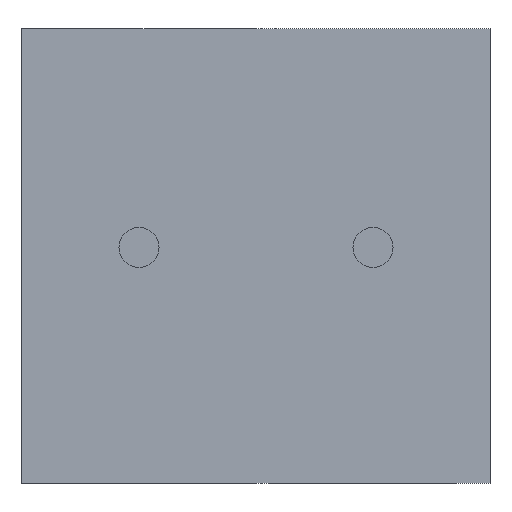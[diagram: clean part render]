
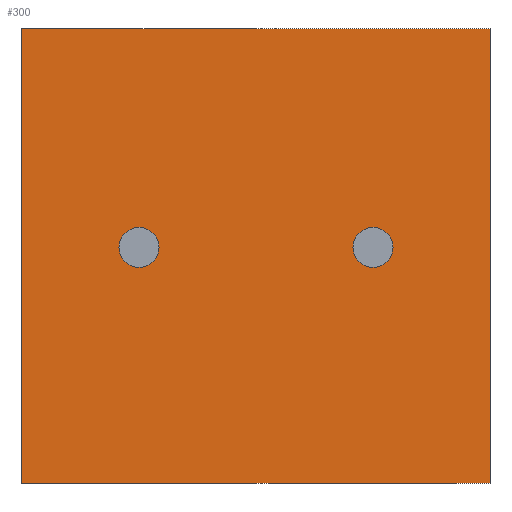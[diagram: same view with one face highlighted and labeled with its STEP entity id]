
A CAD part, front view. The second image highlights one B-rep face of the part: STEP entity #300.
In plain terms, the highlighted planar face has unit normal (0, -1, 0).
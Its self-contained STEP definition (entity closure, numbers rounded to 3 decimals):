
#5 = EDGE_LOOP ( 'NONE', ( #804, #275 ) ) ;
#10 = CARTESIAN_POINT ( 'NONE',  ( 1.75, 3.006, -0.381 ) ) ;
#16 = CARTESIAN_POINT ( 'NONE',  ( 7., 3.006, -3.61 ) ) ;
#17 = EDGE_CURVE ( 'NONE', #977, #341, #195, .T. ) ;
#36 = LINE ( 'NONE', #102, #296 ) ;
#38 = DIRECTION ( 'NONE',  ( -1., 0., 0. ) ) ;
#45 = CARTESIAN_POINT ( 'NONE',  ( 5.25, 3.006, 0.219 ) ) ;
#52 = ORIENTED_EDGE ( 'NONE', *, *, #17, .T. ) ;
#102 = CARTESIAN_POINT ( 'NONE',  ( 7., 3.006, 3.19 ) ) ;
#119 = EDGE_CURVE ( 'NONE', #159, #352, #676, .T. ) ;
#131 = DIRECTION ( 'NONE',  ( 0., 0., 1. ) ) ;
#159 = VERTEX_POINT ( 'NONE', #16 ) ;
#195 = CIRCLE ( 'NONE', #490, 0.3 ) ;
#202 = DIRECTION ( 'NONE',  ( 0., 0., 1. ) ) ;
#211 = CARTESIAN_POINT ( 'NONE',  ( 5.25, 3.006, -0.081 ) ) ;
#241 = CARTESIAN_POINT ( 'NONE',  ( 5.25, 3.006, -0.081 ) ) ;
#242 = CARTESIAN_POINT ( 'NONE',  ( 7., 3.006, 3.19 ) ) ;
#248 = FACE_BOUND ( 'NONE', #474, .T. ) ;
#259 = CIRCLE ( 'NONE', #957, 0.3 ) ;
#265 = ORIENTED_EDGE ( 'NONE', *, *, #725, .T. ) ;
#270 = AXIS2_PLACEMENT_3D ( 'NONE', #241, #690, #287 ) ;
#273 = CARTESIAN_POINT ( 'NONE',  ( 1.75, 3.006, -0.081 ) ) ;
#274 = CARTESIAN_POINT ( 'NONE',  ( 0., 3.006, 3.19 ) ) ;
#275 = ORIENTED_EDGE ( 'NONE', *, *, #949, .T. ) ;
#276 = CARTESIAN_POINT ( 'NONE',  ( 7., 3.006, 3.19 ) ) ;
#279 = ORIENTED_EDGE ( 'NONE', *, *, #119, .F. ) ;
#281 = VECTOR ( 'NONE', #702, 1000. ) ;
#287 = DIRECTION ( 'NONE',  ( 0., 0., 1. ) ) ;
#292 = VECTOR ( 'NONE', #809, 1000. ) ;
#296 = VECTOR ( 'NONE', #486, 1000. ) ;
#300 = ADVANCED_FACE ( 'NONE', ( #248, #693, #706 ), #958, .F. ) ;
#310 = VERTEX_POINT ( 'NONE', #651 ) ;
#341 = VERTEX_POINT ( 'NONE', #45 ) ;
#352 = VERTEX_POINT ( 'NONE', #950 ) ;
#369 = DIRECTION ( 'NONE',  ( 0., 1., 0. ) ) ;
#436 = EDGE_LOOP ( 'NONE', ( #265, #279, #528, #935 ) ) ;
#471 = LINE ( 'NONE', #274, #292 ) ;
#474 = EDGE_LOOP ( 'NONE', ( #589, #52 ) ) ;
#486 = DIRECTION ( 'NONE',  ( -1., 0., 0. ) ) ;
#489 = CARTESIAN_POINT ( 'NONE',  ( 7., 3.006, -3.61 ) ) ;
#490 = AXIS2_PLACEMENT_3D ( 'NONE', #211, #369, #741 ) ;
#492 = EDGE_CURVE ( 'NONE', #310, #159, #644, .T. ) ;
#499 = DIRECTION ( 'NONE',  ( 0., 0., 1. ) ) ;
#528 = ORIENTED_EDGE ( 'NONE', *, *, #492, .F. ) ;
#531 = CIRCLE ( 'NONE', #270, 0.3 ) ;
#536 = VECTOR ( 'NONE', #38, 1000. ) ;
#541 = EDGE_CURVE ( 'NONE', #310, #691, #36, .T. ) ;
#560 = EDGE_CURVE ( 'NONE', #667, #617, #259, .T. ) ;
#575 = CARTESIAN_POINT ( 'NONE',  ( 1.75, 3.006, -0.081 ) ) ;
#589 = ORIENTED_EDGE ( 'NONE', *, *, #658, .T. ) ;
#617 = VERTEX_POINT ( 'NONE', #10 ) ;
#622 = CARTESIAN_POINT ( 'NONE',  ( 5.25, 3.006, -0.381 ) ) ;
#644 = LINE ( 'NONE', #242, #281 ) ;
#651 = CARTESIAN_POINT ( 'NONE',  ( 7., 3.006, 3.19 ) ) ;
#654 = AXIS2_PLACEMENT_3D ( 'NONE', #575, #959, #131 ) ;
#658 = EDGE_CURVE ( 'NONE', #341, #977, #531, .T. ) ;
#667 = VERTEX_POINT ( 'NONE', #771 ) ;
#676 = LINE ( 'NONE', #489, #536 ) ;
#690 = DIRECTION ( 'NONE',  ( 0., 1., 0. ) ) ;
#691 = VERTEX_POINT ( 'NONE', #730 ) ;
#693 = FACE_BOUND ( 'NONE', #5, .T. ) ;
#702 = DIRECTION ( 'NONE',  ( 0., 0., -1. ) ) ;
#706 = FACE_OUTER_BOUND ( 'NONE', #436, .T. ) ;
#725 = EDGE_CURVE ( 'NONE', #691, #352, #471, .T. ) ;
#729 = DIRECTION ( 'NONE',  ( 0., 1., 0. ) ) ;
#730 = CARTESIAN_POINT ( 'NONE',  ( 0., 3.006, 3.19 ) ) ;
#733 = DIRECTION ( 'NONE',  ( 0., 1., 0. ) ) ;
#741 = DIRECTION ( 'NONE',  ( 0., 0., 1. ) ) ;
#771 = CARTESIAN_POINT ( 'NONE',  ( 1.75, 3.006, 0.219 ) ) ;
#776 = AXIS2_PLACEMENT_3D ( 'NONE', #276, #733, #202 ) ;
#804 = ORIENTED_EDGE ( 'NONE', *, *, #560, .T. ) ;
#809 = DIRECTION ( 'NONE',  ( 0., 0., -1. ) ) ;
#935 = ORIENTED_EDGE ( 'NONE', *, *, #541, .T. ) ;
#949 = EDGE_CURVE ( 'NONE', #617, #667, #955, .T. ) ;
#950 = CARTESIAN_POINT ( 'NONE',  ( 0., 3.006, -3.61 ) ) ;
#955 = CIRCLE ( 'NONE', #654, 0.3 ) ;
#957 = AXIS2_PLACEMENT_3D ( 'NONE', #273, #729, #499 ) ;
#958 = PLANE ( 'NONE',  #776 ) ;
#959 = DIRECTION ( 'NONE',  ( 0., 1., 0. ) ) ;
#977 = VERTEX_POINT ( 'NONE', #622 ) ;
